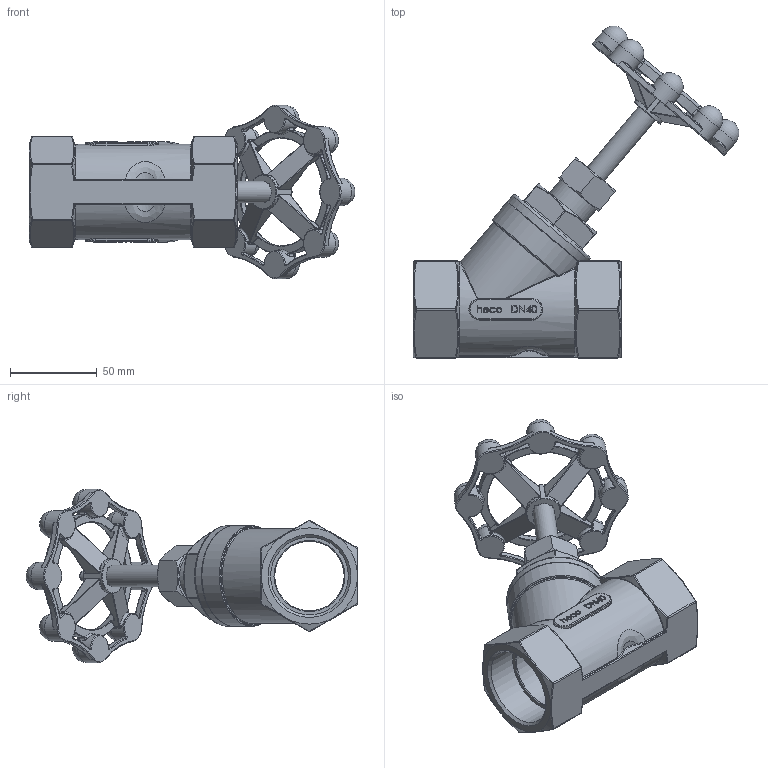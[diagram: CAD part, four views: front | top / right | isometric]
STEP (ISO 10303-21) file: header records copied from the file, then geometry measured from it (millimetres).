
FILE_DESCRIPTION (( 'STEP AP214' ), '1' );
FILE_NAME ('MV-112-S00-4 Muffenschrägsitzventil heco.STEP', '2015-04-16T08:26:11', ( 'test' ), ( '' ), 'SwSTEP 2.0', 'SolidWorks 2011', '' );
FILE_SCHEMA (( 'AUTOMOTIVE_DESIGN' ));
Length unit declared in the file: millimetre
Products named in the file (1): MV-112-S00-4 Muffenschrägsitzventil heco
Bounding box: 188.02 x 191.53 x 100 mm (x, y, z)
Volume: 312383.3 mm3; surface area: 72347.5 mm2
Topology: 2 solids, 2 shells, 1129 faces, 2811 edges, 1680 vertices
Faces by surface type: bspline 445, plane 287, cylinder 170, torus 149, cone 62, sphere 16
Full cylindrical faces by diameter (mm): 5.8 x1, 12.5 x1, 16 x9, 20 x1, 21 x1, 27 x1, 40 x1, 44.842 x2, 58 x1
Entity records: 67346 total; most frequent: CARTESIAN_POINT 31750, ORIENTED_EDGE 5410, DIRECTION 3916, EDGE_CURVE 2705, VERTEX_POINT 1644, AXIS2_PLACEMENT_3D 1519, EDGE_LOOP 1219, FACE_OUTER_BOUND 1150
